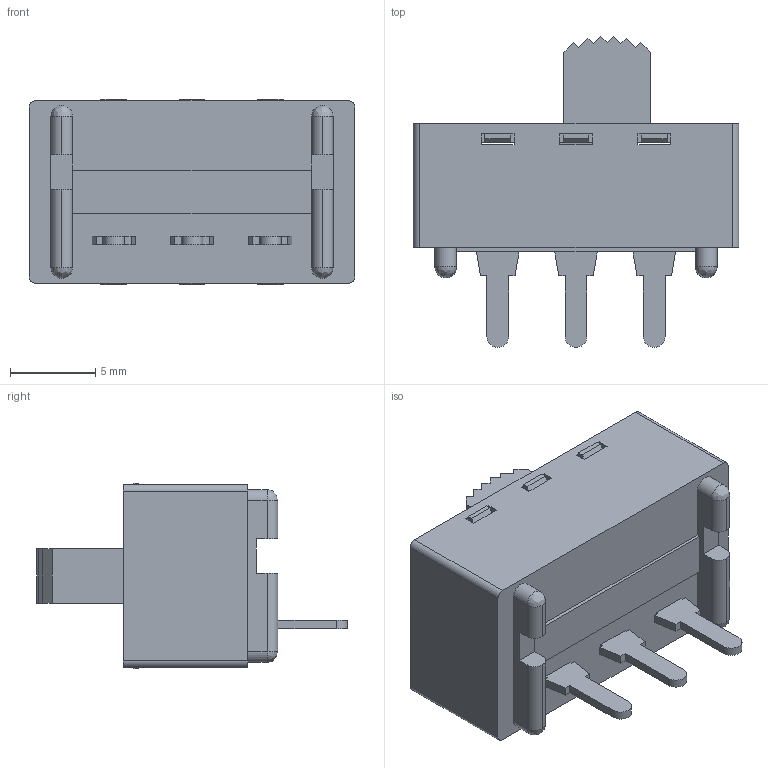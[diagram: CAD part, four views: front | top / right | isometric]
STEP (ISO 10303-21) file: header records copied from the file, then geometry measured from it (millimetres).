
FILE_DESCRIPTION(('FreeCAD Model'),'2;1');
FILE_NAME('CandK Components L102011MS02Q Miniature Slide Switch SPDT TH Vertical.stp', '2020-04-20T13:36:25',('Author'),(''), 'Open CASCADE STEP processor 7.3','FreeCAD','Unknown');
FILE_SCHEMA(('AUTOMOTIVE_DESIGN { 1 0 10303 214 1 1 1 1 }'));
Length unit declared in the file: millimetre
Products named in the file (1): L102011MS02Q
Bounding box: 19.13 x 18.28 x 10.9 mm (x, y, z)
Surface area: 1926.3 mm2 (no closed solid volume)
Topology: 0 solids, 303 shells, 303 faces, 1754 edges, 1754 vertices
Faces by surface type: extrusion 265, revolution 34, bspline 4
Entity records: 32341 total; most frequent: CARTESIAN_POINT 8692, DIRECTION 2428, VECTOR 2120, LINE 1855, B_SPLINE_CURVE_WITH_KNOTS 1816, ORIENTED_EDGE 1754, EDGE_CURVE 1754, VERTEX_POINT 1754
